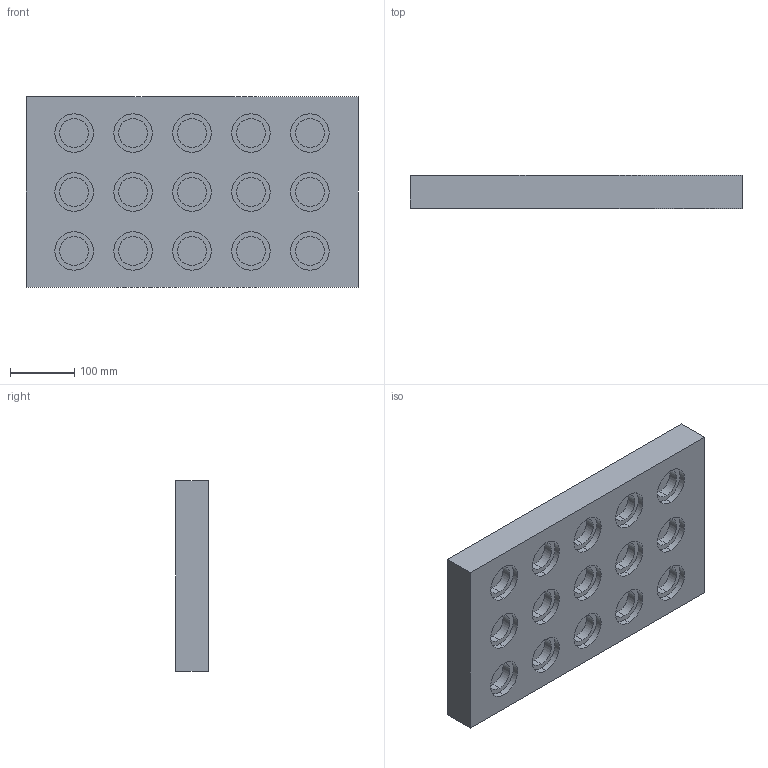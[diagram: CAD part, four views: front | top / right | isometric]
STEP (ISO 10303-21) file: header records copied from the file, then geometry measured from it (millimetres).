
FILE_DESCRIPTION (( 'STEP AP203' ), '1' );
FILE_NAME ('Âåðõíèé ëîæåìåíò.STEP', '2021-10-04T08:54:51', ( '' ), ( '' ), 'SwSTEP 2.0', 'SolidWorks 2021', '' );
FILE_SCHEMA (( 'CONFIG_CONTROL_DESIGN' ));
Length unit declared in the file: millimetre
Products named in the file (1): Âåðõíèé ëîæåìåíò
Bounding box: 518 x 51 x 297 mm (x, y, z)
Volume: 7064184 mm3; surface area: 450905 mm2
Topology: 1 solids, 1 shells, 96 faces, 192 edges, 128 vertices
Faces by surface type: cylinder 60, plane 36
Entity records: 2633 total; most frequent: DIRECTION 506, CARTESIAN_POINT 417, ORIENTED_EDGE 384, AXIS2_PLACEMENT_3D 217, EDGE_CURVE 192, VERTEX_POINT 128, EDGE_LOOP 126, CIRCLE 120
